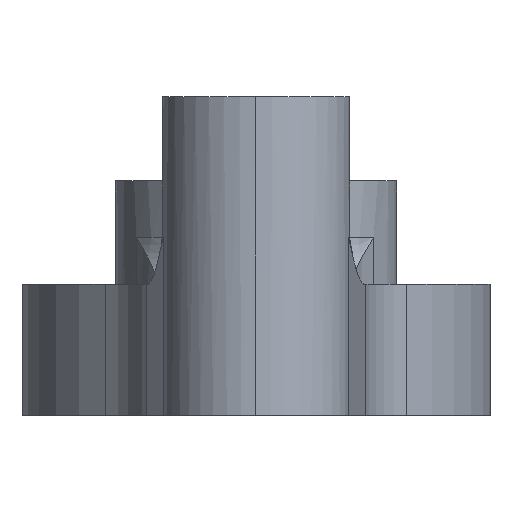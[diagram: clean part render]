
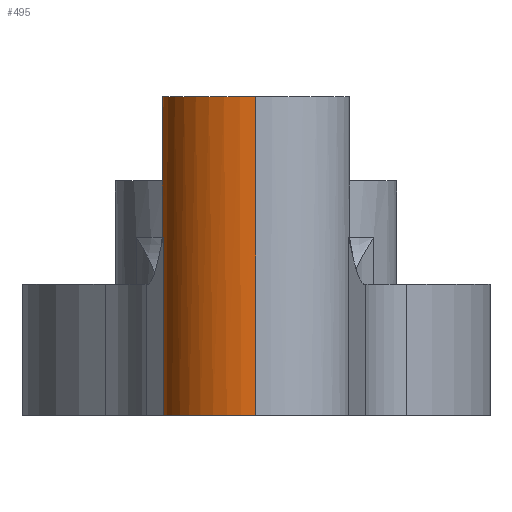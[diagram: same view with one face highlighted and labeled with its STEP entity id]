
A CAD part, left-side view. The second image highlights one B-rep face of the part: STEP entity #495.
In plain terms, the highlighted cylindrical face has radius 4 mm (diameter 8 mm), a partial arc.
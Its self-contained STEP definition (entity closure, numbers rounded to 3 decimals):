
#42 = CARTESIAN_POINT ( 'NONE',  ( -15.596, 3.955, 0. ) ) ;
#107 = CARTESIAN_POINT ( 'NONE',  ( -15., 0., 0. ) ) ;
#116 = VERTEX_POINT ( 'NONE', #840 ) ;
#178 = EDGE_CURVE ( 'NONE', #1280, #1120, #1259, .T. ) ;
#199 = EDGE_CURVE ( 'NONE', #1172, #666, #1522, .T. ) ;
#200 = ORIENTED_EDGE ( 'NONE', *, *, #199, .T. ) ;
#218 = VECTOR ( 'NONE', #607, 1000. ) ;
#225 = CARTESIAN_POINT ( 'NONE',  ( -19., 0., 13.6 ) ) ;
#230 = DIRECTION ( 'NONE',  ( 1., 0., 0. ) ) ;
#355 = AXIS2_PLACEMENT_3D ( 'NONE', #715, #612, #1070 ) ;
#361 = CIRCLE ( 'NONE', #538, 4. ) ;
#391 = CARTESIAN_POINT ( 'NONE',  ( -11., 0., 13.6 ) ) ;
#402 = ORIENTED_EDGE ( 'NONE', *, *, #1441, .F. ) ;
#404 = EDGE_CURVE ( 'NONE', #1120, #1172, #361, .T. ) ;
#495 = ADVANCED_FACE ( 'NONE', ( #684 ), #749, .T. ) ;
#504 = ORIENTED_EDGE ( 'NONE', *, *, #178, .T. ) ;
#538 = AXIS2_PLACEMENT_3D ( 'NONE', #735, #968, #593 ) ;
#553 = VERTEX_POINT ( 'NONE', #225 ) ;
#588 = AXIS2_PLACEMENT_3D ( 'NONE', #955, #1438, #230 ) ;
#593 = DIRECTION ( 'NONE',  ( 1., 0., 0. ) ) ;
#607 = DIRECTION ( 'NONE',  ( 0., 0., -1. ) ) ;
#612 = DIRECTION ( 'NONE',  ( 0., 0., -1. ) ) ;
#617 = DIRECTION ( 'NONE',  ( 1., 0., 0. ) ) ;
#629 = EDGE_LOOP ( 'NONE', ( #1335, #504, #842, #200, #1571, #402 ) ) ;
#641 = CIRCLE ( 'NONE', #709, 4. ) ;
#666 = VERTEX_POINT ( 'NONE', #42 ) ;
#684 = FACE_OUTER_BOUND ( 'NONE', #629, .T. ) ;
#708 = DIRECTION ( 'NONE',  ( 0., 0., -1. ) ) ;
#709 = AXIS2_PLACEMENT_3D ( 'NONE', #107, #1208, #617 ) ;
#715 = CARTESIAN_POINT ( 'NONE',  ( -15., 0., 5.6 ) ) ;
#731 = CARTESIAN_POINT ( 'NONE',  ( -11., 0., 5.6 ) ) ;
#735 = CARTESIAN_POINT ( 'NONE',  ( -15., 0., 7.6 ) ) ;
#749 = CYLINDRICAL_SURFACE ( 'NONE', #355, 4. ) ;
#798 = CIRCLE ( 'NONE', #588, 4. ) ;
#840 = CARTESIAN_POINT ( 'NONE',  ( -19., 0., 0. ) ) ;
#842 = ORIENTED_EDGE ( 'NONE', *, *, #404, .T. ) ;
#955 = CARTESIAN_POINT ( 'NONE',  ( -15., 0., 13.6 ) ) ;
#968 = DIRECTION ( 'NONE',  ( 0., 0., 1. ) ) ;
#1017 = EDGE_CURVE ( 'NONE', #1280, #553, #798, .T. ) ;
#1070 = DIRECTION ( 'NONE',  ( -1., 0., 0. ) ) ;
#1120 = VERTEX_POINT ( 'NONE', #1449 ) ;
#1172 = VERTEX_POINT ( 'NONE', #1470 ) ;
#1178 = VECTOR ( 'NONE', #1324, 1000. ) ;
#1208 = DIRECTION ( 'NONE',  ( 0., 0., 1. ) ) ;
#1215 = CARTESIAN_POINT ( 'NONE',  ( -15.596, 3.955, 5.6 ) ) ;
#1259 = LINE ( 'NONE', #731, #1178 ) ;
#1280 = VERTEX_POINT ( 'NONE', #391 ) ;
#1324 = DIRECTION ( 'NONE',  ( 0., 0., -1. ) ) ;
#1335 = ORIENTED_EDGE ( 'NONE', *, *, #1017, .F. ) ;
#1369 = VECTOR ( 'NONE', #708, 1000. ) ;
#1433 = CARTESIAN_POINT ( 'NONE',  ( -19., 0., 5.6 ) ) ;
#1436 = LINE ( 'NONE', #1433, #1369 ) ;
#1438 = DIRECTION ( 'NONE',  ( 0., 0., 1. ) ) ;
#1441 = EDGE_CURVE ( 'NONE', #553, #116, #1436, .T. ) ;
#1449 = CARTESIAN_POINT ( 'NONE',  ( -11., 0., 7.6 ) ) ;
#1470 = CARTESIAN_POINT ( 'NONE',  ( -15.596, 3.955, 7.6 ) ) ;
#1520 = EDGE_CURVE ( 'NONE', #666, #116, #641, .T. ) ;
#1522 = LINE ( 'NONE', #1215, #218 ) ;
#1571 = ORIENTED_EDGE ( 'NONE', *, *, #1520, .T. ) ;
